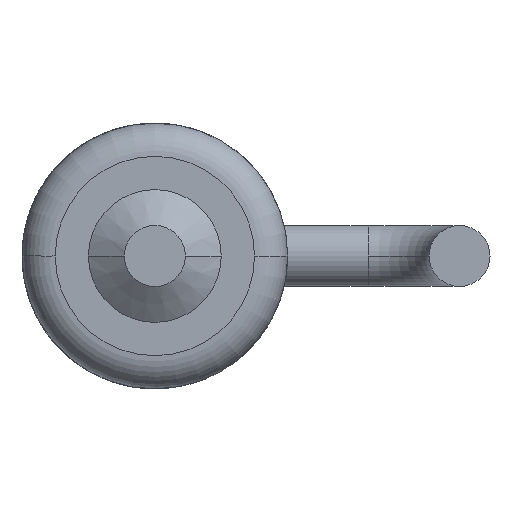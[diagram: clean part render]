
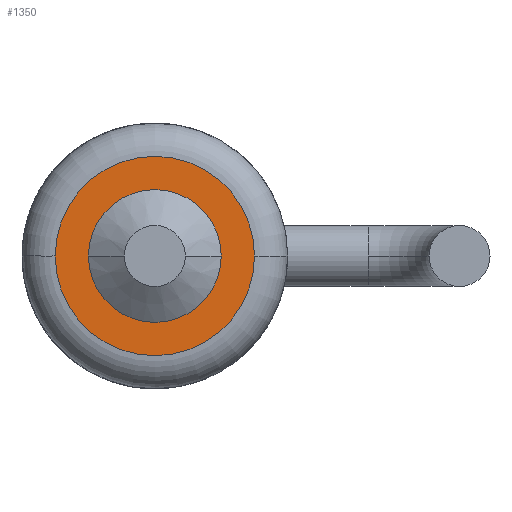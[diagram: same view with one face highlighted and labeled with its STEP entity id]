
A CAD part, front view. The second image highlights one B-rep face of the part: STEP entity #1350.
In plain terms, the highlighted planar face has unit normal (0, -1, 0).
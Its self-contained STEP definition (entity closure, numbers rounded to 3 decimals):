
#71 = DIRECTION ( 'NONE',  ( -1., 0., 0. ) ) ;
#263 = EDGE_CURVE ( 'NONE', #2337, #1242, #2413, .T. ) ;
#373 = CARTESIAN_POINT ( 'NONE',  ( -0.831, 1.21, 0. ) ) ;
#540 = FACE_BOUND ( 'NONE', #2679, .T. ) ;
#575 = EDGE_CURVE ( 'NONE', #2451, #1707, #1887, .T. ) ;
#594 = DIRECTION ( 'NONE',  ( 0., -1., 0. ) ) ;
#646 = DIRECTION ( 'NONE',  ( 0., -1., 0. ) ) ;
#677 = AXIS2_PLACEMENT_3D ( 'NONE', #836, #4280, #1298 ) ;
#836 = CARTESIAN_POINT ( 'NONE',  ( 0., 1.21, 0. ) ) ;
#878 = EDGE_CURVE ( 'NONE', #1242, #2337, #2945, .T. ) ;
#933 = DIRECTION ( 'NONE',  ( 0., -1., 0. ) ) ;
#1237 = CARTESIAN_POINT ( 'NONE',  ( 0.554, 1.21, 0. ) ) ;
#1242 = VERTEX_POINT ( 'NONE', #373 ) ;
#1298 = DIRECTION ( 'NONE',  ( 1., 0., 0. ) ) ;
#1350 = ADVANCED_FACE ( 'NONE', ( #540, #4610 ), #3834, .F. ) ;
#1404 = DIRECTION ( 'NONE',  ( 1., 0., 0. ) ) ;
#1667 = EDGE_LOOP ( 'NONE', ( #4675, #2220 ) ) ;
#1707 = VERTEX_POINT ( 'NONE', #1237 ) ;
#1887 = CIRCLE ( 'NONE', #677, 0.554 ) ;
#1964 = AXIS2_PLACEMENT_3D ( 'NONE', #3463, #1996, #71 ) ;
#1996 = DIRECTION ( 'NONE',  ( 0., 1., 0. ) ) ;
#1997 = ORIENTED_EDGE ( 'NONE', *, *, #2607, .F. ) ;
#2133 = ORIENTED_EDGE ( 'NONE', *, *, #575, .F. ) ;
#2138 = DIRECTION ( 'NONE',  ( 1., 0., 0. ) ) ;
#2220 = ORIENTED_EDGE ( 'NONE', *, *, #878, .T. ) ;
#2337 = VERTEX_POINT ( 'NONE', #3164 ) ;
#2413 = CIRCLE ( 'NONE', #2735, 0.831 ) ;
#2451 = VERTEX_POINT ( 'NONE', #3210 ) ;
#2607 = EDGE_CURVE ( 'NONE', #1707, #2451, #2822, .T. ) ;
#2679 = EDGE_LOOP ( 'NONE', ( #1997, #2133 ) ) ;
#2733 = AXIS2_PLACEMENT_3D ( 'NONE', #4730, #594, #2138 ) ;
#2735 = AXIS2_PLACEMENT_3D ( 'NONE', #4746, #646, #1404 ) ;
#2822 = CIRCLE ( 'NONE', #2733, 0.554 ) ;
#2945 = CIRCLE ( 'NONE', #4197, 0.831 ) ;
#3164 = CARTESIAN_POINT ( 'NONE',  ( 0.831, 1.21, 0. ) ) ;
#3210 = CARTESIAN_POINT ( 'NONE',  ( -0.554, 1.21, 0. ) ) ;
#3463 = CARTESIAN_POINT ( 'NONE',  ( -0.831, 1.21, 0. ) ) ;
#3834 = PLANE ( 'NONE',  #1964 ) ;
#4042 = DIRECTION ( 'NONE',  ( 1., 0., 0. ) ) ;
#4197 = AXIS2_PLACEMENT_3D ( 'NONE', #4776, #933, #4042 ) ;
#4280 = DIRECTION ( 'NONE',  ( 0., -1., 0. ) ) ;
#4610 = FACE_OUTER_BOUND ( 'NONE', #1667, .T. ) ;
#4675 = ORIENTED_EDGE ( 'NONE', *, *, #263, .T. ) ;
#4730 = CARTESIAN_POINT ( 'NONE',  ( 0., 1.21, 0. ) ) ;
#4746 = CARTESIAN_POINT ( 'NONE',  ( 0., 1.21, 0. ) ) ;
#4776 = CARTESIAN_POINT ( 'NONE',  ( 0., 1.21, 0. ) ) ;
